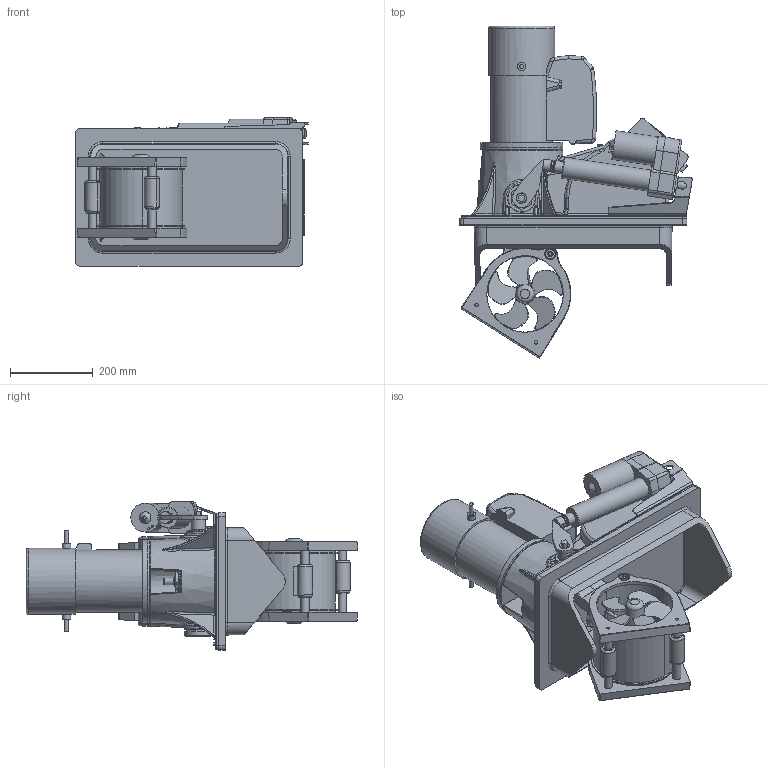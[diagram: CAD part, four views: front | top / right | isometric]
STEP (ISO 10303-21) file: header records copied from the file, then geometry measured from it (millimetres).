
FILE_DESCRIPTION(/* description */ (''),/* implementation_level */ '2;1');
FILE_NAME(/* name */ 'SRV80-100_185T (24V) OUT.stp',/* time_stamp */ '2016-01-20T10:43:37+01:00',/* author */ ('elvira'),/* organization */ (''),/* preprocessor_version */ 'ST-DEVELOPER v15.6',/* originating_system */ 'Autodesk Inventor 2015',/* authorisation */ '');
FILE_SCHEMA (('AUTOMOTIVE_DESIGN { 1 0 10303 214 3 1 1 }'));
Products named in the file (1): SM-118940
Bounding box: 563.54 x 803.68 x 359 mm (x, y, z)
Volume: 32190625.9 mm3; surface area: 1988353.6 mm2
Topology: 4 solids, 4 shells, 2400 faces, 6067 edges, 3686 vertices
Faces by surface type: plane 823, bspline 817, cylinder 532, torus 97, cone 71, sphere 60
Full cylindrical faces by diameter (mm): 4 x2, 10 x4, 11.45 x2, 16 x1, 20 x5, 23.9 x1, 25 x2, 25.4 x1, 28 x1, 28.5 x2, 32 x1, 35 x1, 47 x2, 51 x1, 60 x1, 62 x1, 68 x2, 70 x1, 150 x1, 160 x1, 185.5 x2, 200 x2
Entity records: 109706 total; most frequent: CARTESIAN_POINT 54604, ORIENTED_EDGE 11704, DIRECTION 9453, EDGE_CURVE 5852, VERTEX_POINT 3644, AXIS2_PLACEMENT_3D 3468, EDGE_LOOP 2608, LINE 2517
